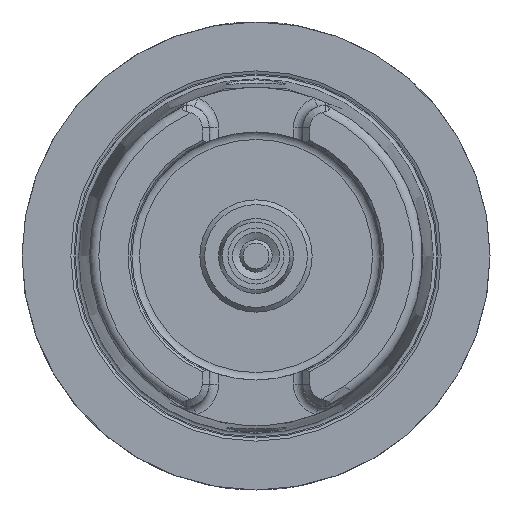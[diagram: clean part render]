
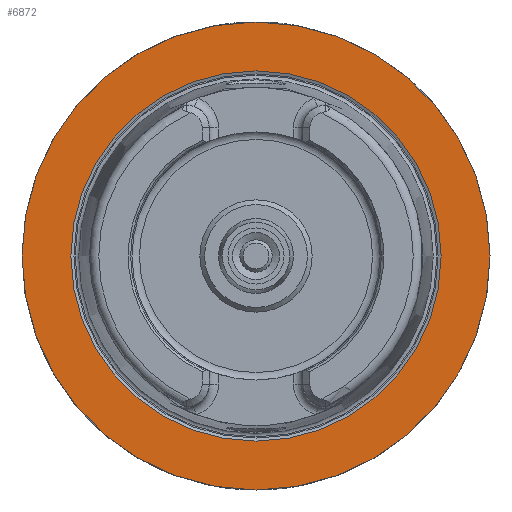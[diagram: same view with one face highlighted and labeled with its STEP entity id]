
A CAD part, left-side view. The second image highlights one B-rep face of the part: STEP entity #6872.
In plain terms, the highlighted planar face has unit normal (-1, 0, 0).
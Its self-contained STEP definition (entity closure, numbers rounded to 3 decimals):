
#6058=CARTESIAN_POINT('',(0.,50.0,0.0));
#6059=VERTEX_POINT('',#6058);
#6060=CARTESIAN_POINT('',(0.,0.,0.0));
#6061=DIRECTION('',(1.0,0.0,0.0));
#6062=DIRECTION('',(0.0,1.0,0.0));
#6063=AXIS2_PLACEMENT_3D('',#6060,#6061,#6062);
#6064=CIRCLE('',#6063,50.0);
#6065=EDGE_CURVE('',#6059,#6059,#6064,.T.);
#6846=CARTESIAN_POINT('',(0.,39.55,0.0));
#6847=VERTEX_POINT('',#6846);
#6848=CARTESIAN_POINT('',(0.,0.,0.0));
#6849=DIRECTION('',(1.0,0.0,0.0));
#6850=DIRECTION('',(0.0,1.0,0.0));
#6851=AXIS2_PLACEMENT_3D('',#6848,#6849,#6850);
#6852=CIRCLE('',#6851,39.55);
#6853=EDGE_CURVE('',#6847,#6847,#6852,.T.);
#6861=CARTESIAN_POINT('',(0.,44.775,0.0));
#6862=DIRECTION('',(-1.0,0.0,0.0));
#6863=DIRECTION('',(0.0,0.0,1.0));
#6864=AXIS2_PLACEMENT_3D('',#6861,#6862,#6863);
#6865=PLANE('',#6864);
#6866=ORIENTED_EDGE('',*,*,#6065,.F.);
#6867=EDGE_LOOP('',(#6866));
#6868=FACE_OUTER_BOUND('',#6867,.T.);
#6869=ORIENTED_EDGE('',*,*,#6853,.T.);
#6870=EDGE_LOOP('',(#6869));
#6871=FACE_BOUND('',#6870,.T.);
#6872=ADVANCED_FACE('',(#6868,#6871),#6865,.T.);
